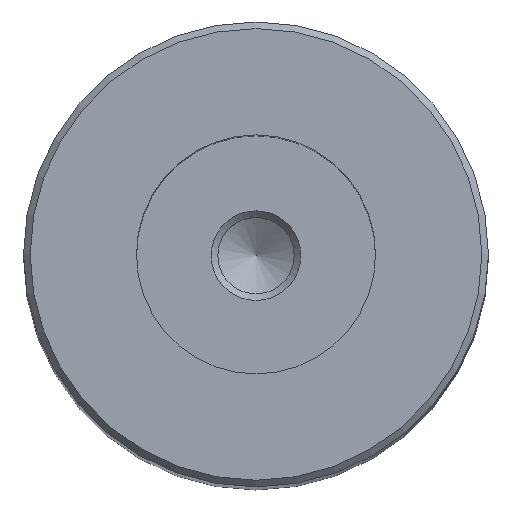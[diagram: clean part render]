
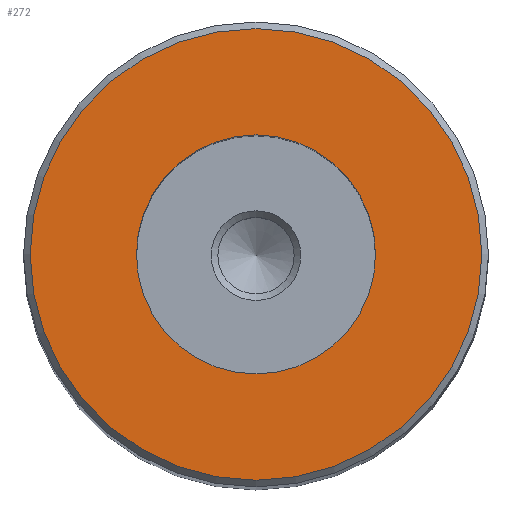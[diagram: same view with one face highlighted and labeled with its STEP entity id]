
A CAD part, top view. The second image highlights one B-rep face of the part: STEP entity #272.
In plain terms, the highlighted planar face has unit normal (0, 0, 1).
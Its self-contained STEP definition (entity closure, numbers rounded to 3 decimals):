
#272 = ADVANCED_FACE( '', ( #431, #432 ), #433, .T. );
#431 = FACE_BOUND( '', #877, .T. );
#432 = FACE_OUTER_BOUND( '', #878, .T. );
#433 = PLANE( '', #879 );
#877 = EDGE_LOOP( '', ( #1117 ) );
#878 = EDGE_LOOP( '', ( #1118 ) );
#879 = AXIS2_PLACEMENT_3D( '', #1119, #1120, #1121 );
#1117 = ORIENTED_EDGE( '', *, *, #1195, .F. );
#1118 = ORIENTED_EDGE( '', *, *, #1196, .T. );
#1119 = CARTESIAN_POINT( '', ( 0., 0., 270. ) );
#1120 = DIRECTION( '', ( 0., 0., 1. ) );
#1121 = DIRECTION( '', ( 1., 0., 0. ) );
#1195 = EDGE_CURVE( '', #1296, #1296, #1297, .T. );
#1196 = EDGE_CURVE( '', #1298, #1298, #1299, .T. );
#1296 = VERTEX_POINT( '', #1891 );
#1297 = CIRCLE( '', #1892, 18. );
#1298 = VERTEX_POINT( '', #1893 );
#1299 = CIRCLE( '', #1894, 34. );
#1891 = CARTESIAN_POINT( '', ( 0., 18., 270. ) );
#1892 = AXIS2_PLACEMENT_3D( '', #1996, #1997, #1998 );
#1893 = CARTESIAN_POINT( '', ( 34., 0., 270. ) );
#1894 = AXIS2_PLACEMENT_3D( '', #1999, #2000, #2001 );
#1996 = CARTESIAN_POINT( '', ( 0., 0., 270. ) );
#1997 = DIRECTION( '', ( 0., 0., 1. ) );
#1998 = DIRECTION( '', ( 0., 1., 0. ) );
#1999 = CARTESIAN_POINT( '', ( 0., 0., 270. ) );
#2000 = DIRECTION( '', ( 0., 0., 1. ) );
#2001 = DIRECTION( '', ( 1., 0., 0. ) );
